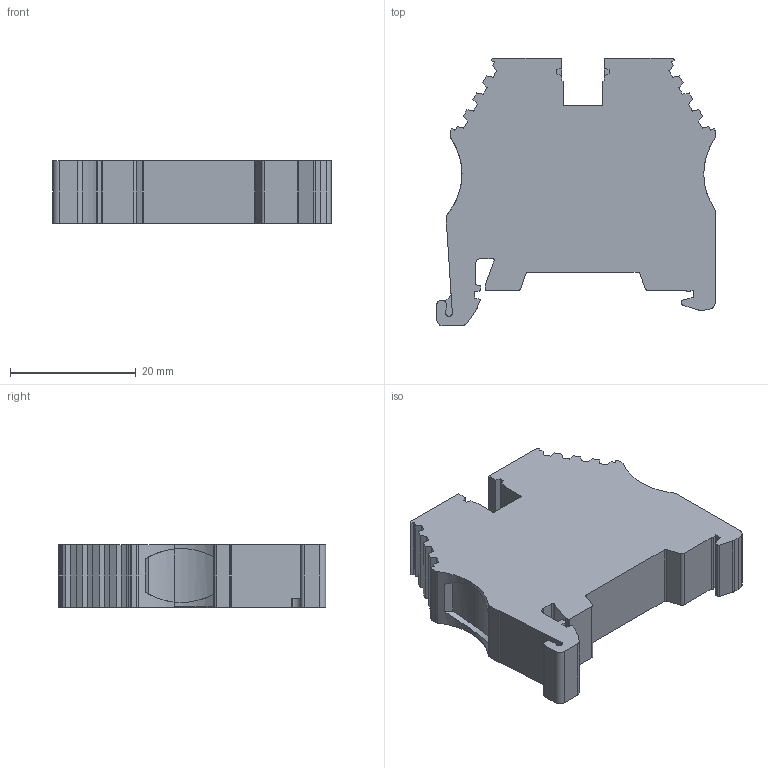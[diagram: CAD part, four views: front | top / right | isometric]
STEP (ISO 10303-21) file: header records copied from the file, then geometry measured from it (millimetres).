
FILE_DESCRIPTION (( 'STEP AP214' ), '1' );
FILE_NAME ('304153_AVK 10_Yellow.STEP', '2013-11-11T11:24:52', ( 'arge' ), ( 'Microsoft' ), 'SwSTEP 2.0', 'SolidWorks 2013', '' );
FILE_SCHEMA (( 'AUTOMOTIVE_DESIGN' ));
Length unit declared in the file: millimetre
Products named in the file (1): 304153_AVK 10_Yellow
Bounding box: 44.2 x 42.5 x 10 mm (x, y, z)
Volume: 13252.5 mm3; surface area: 5034.8 mm2
Topology: 1 solids, 1 shells, 186 faces, 546 edges, 364 vertices
Faces by surface type: plane 119, cylinder 67
Entity records: 6317 total; most frequent: CARTESIAN_POINT 1282, ORIENTED_EDGE 1092, DIRECTION 1005, EDGE_CURVE 546, LINE 403, VECTOR 403, VERTEX_POINT 364, AXIS2_PLACEMENT_3D 301
